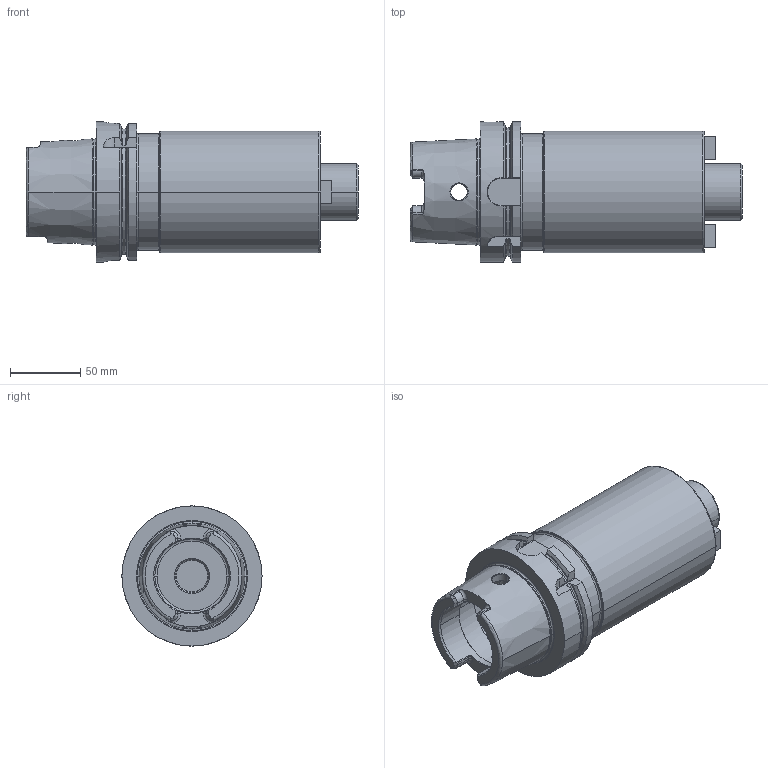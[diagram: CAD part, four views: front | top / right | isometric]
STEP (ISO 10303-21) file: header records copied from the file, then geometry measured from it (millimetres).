
FILE_DESCRIPTION((''),'2;1');
FILE_NAME('A100-052-40','2011-09-13T',('mei'),(''),'PRO/ENGINEER BY PARAMETRIC TECHNOLOGY CORPORATION, 2010430','PRO/ENGINEER BY PARAMETRIC TECHNOLOGY CORPORATION, 2010430','');
FILE_SCHEMA(('CONFIG_CONTROL_DESIGN'));
Length unit declared in the file: millimetre
Products named in the file (1): A100-052-40
Bounding box: 237 x 100 x 100 mm (x, y, z)
Volume: 1042438.4 mm3; surface area: 101989.4 mm2
Topology: 1 solids, 8 shells, 226 faces, 565 edges, 346 vertices
Faces by surface type: cylinder 73, plane 66, cone 39, torus 38, bspline 8, extrusion 2
Entity records: 8103 total; most frequent: CARTESIAN_POINT 2752, DIRECTION 1130, ORIENTED_EDGE 1082, EDGE_CURVE 555, AXIS2_PLACEMENT_3D 448, VERTEX_POINT 346, EDGE_LOOP 245, VECTOR 234
